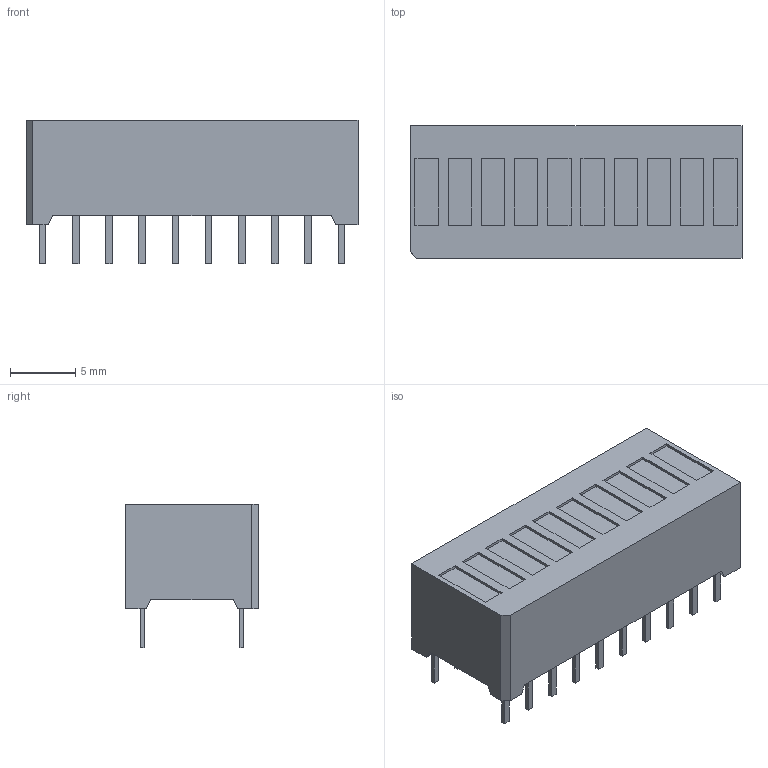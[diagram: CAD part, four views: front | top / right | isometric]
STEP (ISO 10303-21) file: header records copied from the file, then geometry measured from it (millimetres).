
FILE_DESCRIPTION (( 'STEP AP214' ), '1' );
FILE_NAME ('User Library-DC-10EWA.STEP', '2020-02-01T13:40:27', ( '' ), ( '' ), 'SwSTEP 2.0', 'SolidWorks 2019', '' );
FILE_SCHEMA (( 'AUTOMOTIVE_DESIGN' ));
Length unit declared in the file: millimetre
Products named in the file (1): User Library-DC-10EWA
Bounding box: 25.4 x 10.16 x 11 mm (x, y, z)
Volume: 1856.5 mm3; surface area: 1207.9 mm2
Topology: 1 solids, 1 shells, 178 faces, 438 edges, 292 vertices
Faces by surface type: plane 178
Entity records: 7572 total; most frequent: CARTESIAN_POINT 2223, ORIENTED_EDGE 876, EDGE_CURVE 438, B_SPLINE_CURVE_WITH_KNOTS 438, DIRECTION 358, VERTEX_POINT 292, EDGE_LOOP 208, UNCERTAINTY_MEASURE_WITH_UNIT 181
